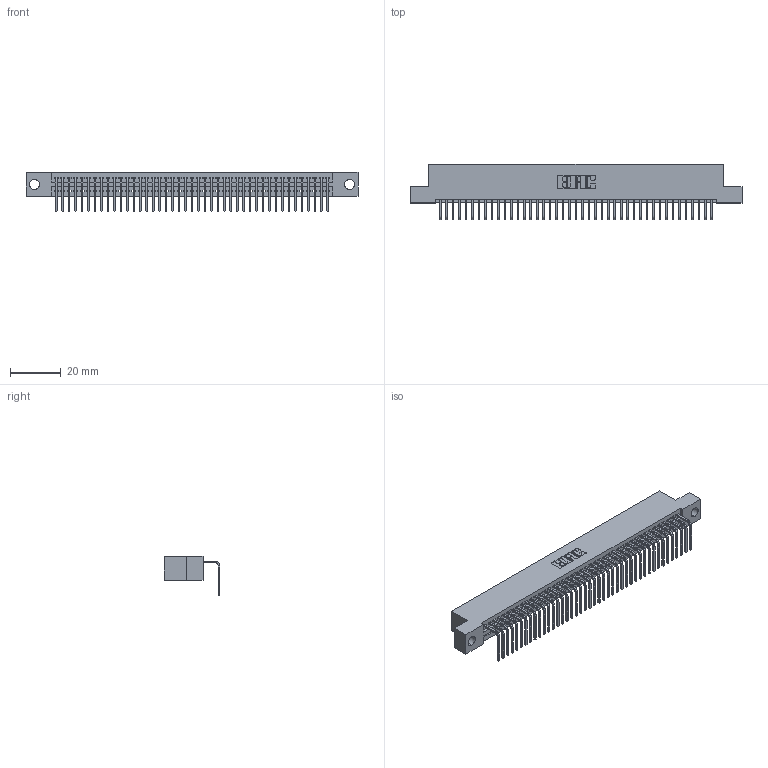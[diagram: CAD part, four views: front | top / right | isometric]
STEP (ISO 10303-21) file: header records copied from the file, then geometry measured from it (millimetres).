
FILE_DESCRIPTION (( 'STEP AP203' ), '1' );
FILE_NAME ('395-043-558-104.STEP', '2021-06-11T14:53:55', ( '' ), ( '' ), 'SwSTEP 2.0', 'SolidWorks 2020', '' );
FILE_SCHEMA (( 'CONFIG_CONTROL_DESIGN' ));
Length unit declared in the file: inch
Products named in the file (3): 345-292-001_558 Tail - 2; 345 Part_Flush Mounting Lugs - 0.156 Dia-TI; 395-043-558-104
Assembly tree (44 placements, depth 2):
  395-043-558-104
    345 Part_Flush Mounting Lugs - 0.156 Dia-TI
    345-292-001_558 Tail - 2  x43
Bounding box: 130.43 x 21.83 x 15.37 mm (x, y, z)
Volume: 12433.8 mm3; surface area: 17221.3 mm2
Topology: 44 solids, 44 shells, 2720 faces, 8203 edges, 5410 vertices
Faces by surface type: plane 1900, cylinder 820
Entity records: 32731 total; most frequent: CARTESIAN_POINT 5679, ORIENTED_EDGE 5654, DIRECTION 4957, EDGE_CURVE 2827, VECTOR 2523, LINE 2523, VERTEX_POINT 1882, AXIS2_PLACEMENT_3D 1217
